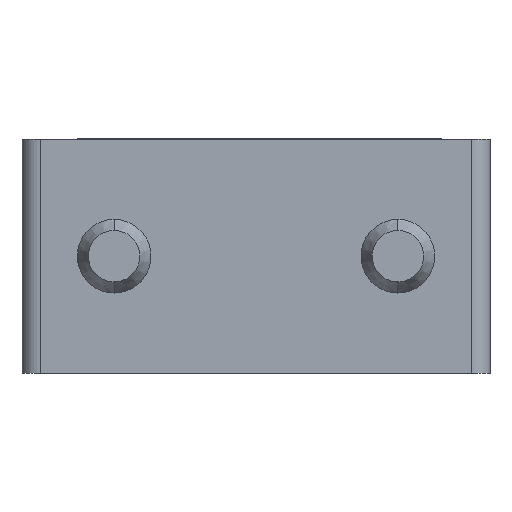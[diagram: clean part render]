
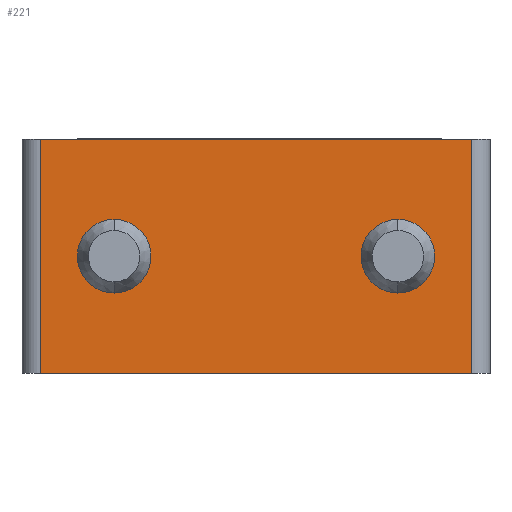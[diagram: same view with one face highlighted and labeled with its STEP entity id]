
A CAD part, front view. The second image highlights one B-rep face of the part: STEP entity #221.
In plain terms, the highlighted planar face has unit normal (0, -1, 0).
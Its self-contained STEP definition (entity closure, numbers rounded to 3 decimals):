
#12 = EDGE_LOOP ( 'NONE', ( #1218, #2902, #2674, #1660 ) ) ;
#25 = AXIS2_PLACEMENT_3D ( 'NONE', #1911, #3282, #1752 ) ;
#54 = ORIENTED_EDGE ( 'NONE', *, *, #3449, .F. ) ;
#57 = LINE ( 'NONE', #1128, #78 ) ;
#78 = VECTOR ( 'NONE', #1950, 1000. ) ;
#136 = AXIS2_PLACEMENT_3D ( 'NONE', #318, #858, #2769 ) ;
#147 = DIRECTION ( 'NONE',  ( 1., 0., 0. ) ) ;
#181 = VERTEX_POINT ( 'NONE', #778 ) ;
#213 = VERTEX_POINT ( 'NONE', #2189 ) ;
#221 = ADVANCED_FACE ( 'NONE', ( #3030, #1940, #2759 ), #1389, .F. ) ;
#286 = EDGE_CURVE ( 'NONE', #1224, #213, #306, .T. ) ;
#306 = CIRCLE ( 'NONE', #25, 0.4 ) ;
#318 = CARTESIAN_POINT ( 'NONE',  ( 2.54, -2.54, 2.54 ) ) ;
#396 = CARTESIAN_POINT ( 'NONE',  ( 1.54, -2.54, 1.67 ) ) ;
#406 = VERTEX_POINT ( 'NONE', #2669 ) ;
#439 = DIRECTION ( 'NONE',  ( -1., 0., 0. ) ) ;
#488 = DIRECTION ( 'NONE',  ( 0., -1., 0. ) ) ;
#544 = EDGE_CURVE ( 'NONE', #406, #1411, #1086, .T. ) ;
#554 = CARTESIAN_POINT ( 'NONE',  ( 2.54, -2.54, 2.54 ) ) ;
#684 = CARTESIAN_POINT ( 'NONE',  ( -2.34, -2.54, 0. ) ) ;
#778 = CARTESIAN_POINT ( 'NONE',  ( -1.54, -2.54, 1.67 ) ) ;
#858 = DIRECTION ( 'NONE',  ( 0., 1., 0. ) ) ;
#863 = VECTOR ( 'NONE', #1920, 1000. ) ;
#898 = EDGE_CURVE ( 'NONE', #2289, #1411, #57, .T. ) ;
#938 = AXIS2_PLACEMENT_3D ( 'NONE', #1356, #2235, #3258 ) ;
#980 = AXIS2_PLACEMENT_3D ( 'NONE', #1057, #488, #2921 ) ;
#1057 = CARTESIAN_POINT ( 'NONE',  ( 1.54, -2.54, 1.27 ) ) ;
#1086 = LINE ( 'NONE', #554, #863 ) ;
#1107 = AXIS2_PLACEMENT_3D ( 'NONE', #1495, #1285, #439 ) ;
#1110 = ORIENTED_EDGE ( 'NONE', *, *, #2047, .F. ) ;
#1128 = CARTESIAN_POINT ( 'NONE',  ( 2.34, -2.54, 2.54 ) ) ;
#1218 = ORIENTED_EDGE ( 'NONE', *, *, #2705, .T. ) ;
#1224 = VERTEX_POINT ( 'NONE', #396 ) ;
#1236 = LINE ( 'NONE', #2350, #1896 ) ;
#1285 = DIRECTION ( 'NONE',  ( 0., -1., 0. ) ) ;
#1356 = CARTESIAN_POINT ( 'NONE',  ( -1.54, -2.54, 1.27 ) ) ;
#1389 = PLANE ( 'NONE',  #136 ) ;
#1411 = VERTEX_POINT ( 'NONE', #3264 ) ;
#1495 = CARTESIAN_POINT ( 'NONE',  ( -1.54, -2.54, 1.27 ) ) ;
#1566 = EDGE_LOOP ( 'NONE', ( #1110, #54 ) ) ;
#1660 = ORIENTED_EDGE ( 'NONE', *, *, #3049, .T. ) ;
#1752 = DIRECTION ( 'NONE',  ( -1., 0., 0. ) ) ;
#1896 = VECTOR ( 'NONE', #147, 1000. ) ;
#1911 = CARTESIAN_POINT ( 'NONE',  ( 1.54, -2.54, 1.27 ) ) ;
#1920 = DIRECTION ( 'NONE',  ( 1., 0., 0. ) ) ;
#1940 = FACE_BOUND ( 'NONE', #2506, .T. ) ;
#1950 = DIRECTION ( 'NONE',  ( 0., 0., 1. ) ) ;
#1967 = ORIENTED_EDGE ( 'NONE', *, *, #286, .F. ) ;
#2014 = CARTESIAN_POINT ( 'NONE',  ( 2.34, -2.54, 0. ) ) ;
#2017 = ORIENTED_EDGE ( 'NONE', *, *, #2401, .F. ) ;
#2029 = VERTEX_POINT ( 'NONE', #684 ) ;
#2047 = EDGE_CURVE ( 'NONE', #181, #2259, #3347, .T. ) ;
#2112 = CARTESIAN_POINT ( 'NONE',  ( -2.34, -2.54, 2.54 ) ) ;
#2189 = CARTESIAN_POINT ( 'NONE',  ( 1.54, -2.54, 0.87 ) ) ;
#2235 = DIRECTION ( 'NONE',  ( 0., -1., 0. ) ) ;
#2259 = VERTEX_POINT ( 'NONE', #2767 ) ;
#2289 = VERTEX_POINT ( 'NONE', #2014 ) ;
#2350 = CARTESIAN_POINT ( 'NONE',  ( 2.54, -2.54, 0. ) ) ;
#2363 = DIRECTION ( 'NONE',  ( 0., 0., -1. ) ) ;
#2401 = EDGE_CURVE ( 'NONE', #213, #1224, #3065, .T. ) ;
#2453 = CIRCLE ( 'NONE', #938, 0.4 ) ;
#2506 = EDGE_LOOP ( 'NONE', ( #1967, #2017 ) ) ;
#2669 = CARTESIAN_POINT ( 'NONE',  ( -2.34, -2.54, 2.54 ) ) ;
#2674 = ORIENTED_EDGE ( 'NONE', *, *, #544, .F. ) ;
#2705 = EDGE_CURVE ( 'NONE', #2029, #2289, #1236, .T. ) ;
#2759 = FACE_OUTER_BOUND ( 'NONE', #12, .T. ) ;
#2767 = CARTESIAN_POINT ( 'NONE',  ( -1.54, -2.54, 0.87 ) ) ;
#2769 = DIRECTION ( 'NONE',  ( -1., 0., 0. ) ) ;
#2902 = ORIENTED_EDGE ( 'NONE', *, *, #898, .T. ) ;
#2909 = LINE ( 'NONE', #2112, #3182 ) ;
#2921 = DIRECTION ( 'NONE',  ( -1., 0., 0. ) ) ;
#3030 = FACE_BOUND ( 'NONE', #1566, .T. ) ;
#3049 = EDGE_CURVE ( 'NONE', #406, #2029, #2909, .T. ) ;
#3065 = CIRCLE ( 'NONE', #980, 0.4 ) ;
#3182 = VECTOR ( 'NONE', #2363, 1000. ) ;
#3258 = DIRECTION ( 'NONE',  ( -1., 0., 0. ) ) ;
#3264 = CARTESIAN_POINT ( 'NONE',  ( 2.34, -2.54, 2.54 ) ) ;
#3282 = DIRECTION ( 'NONE',  ( 0., -1., 0. ) ) ;
#3347 = CIRCLE ( 'NONE', #1107, 0.4 ) ;
#3449 = EDGE_CURVE ( 'NONE', #2259, #181, #2453, .T. ) ;
